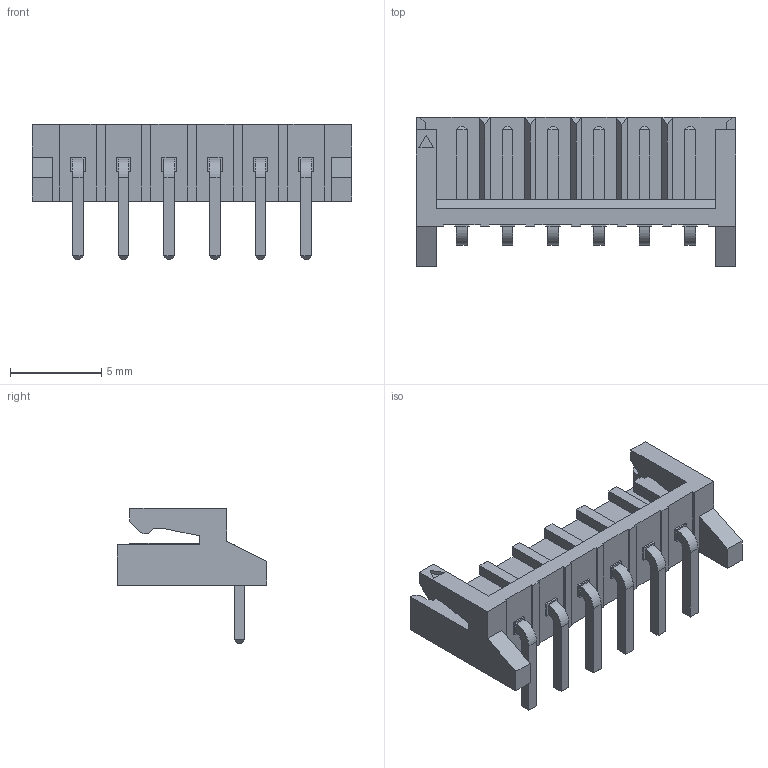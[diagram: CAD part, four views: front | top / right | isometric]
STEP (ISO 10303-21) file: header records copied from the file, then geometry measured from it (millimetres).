
FILE_DESCRIPTION (( 'STEP AP214' ), '1' );
FILE_NAME ('JST-S6B-EH-A.STEP', '2020-12-30T03:35:48', ( '' ), ( '' ), 'SwSTEP 2.0', 'SolidWorks 2020', '' );
FILE_SCHEMA (( 'AUTOMOTIVE_DESIGN' ));
Length unit declared in the file: millimetre
Products named in the file (1): JST-S6B-EH-A
Bounding box: 17.5 x 8.2 x 7.4 mm (x, y, z)
Volume: 216.4 mm3; surface area: 613.6 mm2
Topology: 1 solids, 1 shells, 255 faces, 617 edges, 384 vertices
Faces by surface type: plane 241, cylinder 14
Entity records: 10009 total; most frequent: CARTESIAN_POINT 1257, ORIENTED_EDGE 1234, DIRECTION 1157, EDGE_CURVE 617, VECTOR 589, LINE 589, VERTEX_POINT 384, AXIS2_PLACEMENT_3D 284
